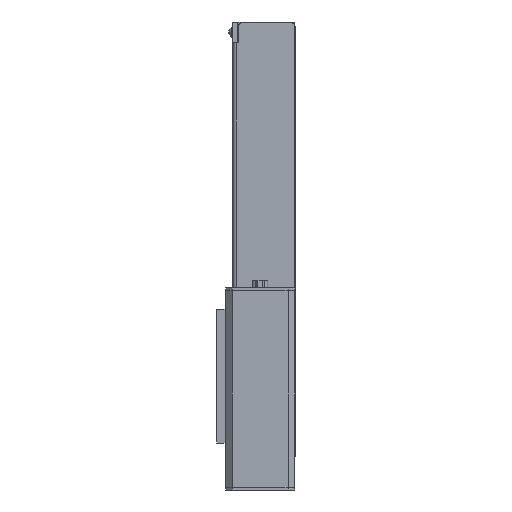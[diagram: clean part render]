
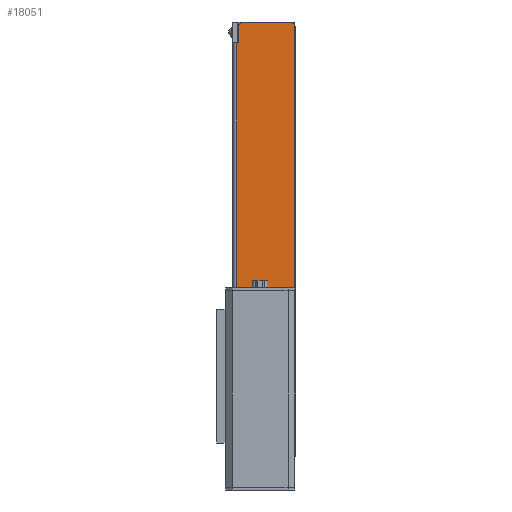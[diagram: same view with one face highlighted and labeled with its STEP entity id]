
A CAD part, left-side view. The second image highlights one B-rep face of the part: STEP entity #18051.
In plain terms, the highlighted planar face has unit normal (-1, 0, 0).
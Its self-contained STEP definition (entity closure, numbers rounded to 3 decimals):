
#172 = ORIENTED_EDGE ( 'NONE', *, *, #11213, .T. ) ;
#1045 = VECTOR ( 'NONE', #17749, 1000. ) ;
#1218 = VECTOR ( 'NONE', #14107, 1000. ) ;
#1423 = CARTESIAN_POINT ( 'NONE',  ( -51.27, 13., 262.2 ) ) ;
#1528 = VERTEX_POINT ( 'NONE', #19062 ) ;
#1618 = AXIS2_PLACEMENT_3D ( 'NONE', #15649, #5499, #12330 ) ;
#1621 = CARTESIAN_POINT ( 'NONE',  ( -51.27, -19., 264.2 ) ) ;
#2055 = DIRECTION ( 'NONE',  ( -1., 0., 0. ) ) ;
#2163 = VERTEX_POINT ( 'NONE', #21775 ) ;
#2235 = LINE ( 'NONE', #8968, #8565 ) ;
#2495 = EDGE_CURVE ( 'NONE', #16127, #14382, #3524, .T. ) ;
#2595 = EDGE_CURVE ( 'NONE', #14382, #1528, #17466, .T. ) ;
#3262 = LINE ( 'NONE', #16721, #1045 ) ;
#3511 = ORIENTED_EDGE ( 'NONE', *, *, #4273, .F. ) ;
#3524 = LINE ( 'NONE', #14481, #11989 ) ;
#3537 = DIRECTION ( 'NONE',  ( 1., 0., 0. ) ) ;
#3944 = VECTOR ( 'NONE', #11236, 1000. ) ;
#4273 = EDGE_CURVE ( 'NONE', #5525, #1528, #15884, .T. ) ;
#4560 = VERTEX_POINT ( 'NONE', #16653 ) ;
#4737 = CARTESIAN_POINT ( 'NONE',  ( -51.27, 14.125, 308.673 ) ) ;
#5200 = FACE_OUTER_BOUND ( 'NONE', #16298, .T. ) ;
#5499 = DIRECTION ( 'NONE',  ( -1., 0., 0. ) ) ;
#5525 = VERTEX_POINT ( 'NONE', #20124 ) ;
#5848 = DIRECTION ( 'NONE',  ( 0., 0., -1. ) ) ;
#6356 = AXIS2_PLACEMENT_3D ( 'NONE', #17373, #15927, #19020 ) ;
#6678 = ORIENTED_EDGE ( 'NONE', *, *, #9023, .T. ) ;
#6958 = CARTESIAN_POINT ( 'NONE',  ( -51.27, 14.125, 308.673 ) ) ;
#7058 = VERTEX_POINT ( 'NONE', #11141 ) ;
#7375 = LINE ( 'NONE', #15860, #1218 ) ;
#8565 = VECTOR ( 'NONE', #13705, 1000. ) ;
#8739 = EDGE_CURVE ( 'NONE', #2163, #4560, #7375, .T. ) ;
#8968 = CARTESIAN_POINT ( 'NONE',  ( -51.27, 13., 308.673 ) ) ;
#9023 = EDGE_CURVE ( 'NONE', #5525, #18799, #12372, .T. ) ;
#9054 = ORIENTED_EDGE ( 'NONE', *, *, #20492, .T. ) ;
#9405 = ORIENTED_EDGE ( 'NONE', *, *, #2595, .T. ) ;
#10267 = DIRECTION ( 'NONE',  ( 0., -1., 0. ) ) ;
#10469 = ORIENTED_EDGE ( 'NONE', *, *, #2495, .T. ) ;
#10592 = DIRECTION ( 'NONE',  ( 0., 0., -1. ) ) ;
#10721 = CARTESIAN_POINT ( 'NONE',  ( -51.27, -21., 308.673 ) ) ;
#10971 = AXIS2_PLACEMENT_3D ( 'NONE', #18510, #2055, #20705 ) ;
#11141 = CARTESIAN_POINT ( 'NONE',  ( -51.27, 11., 264.2 ) ) ;
#11213 = EDGE_CURVE ( 'NONE', #19949, #2163, #2235, .T. ) ;
#11236 = DIRECTION ( 'NONE',  ( 0., 0., -1. ) ) ;
#11762 = ORIENTED_EDGE ( 'NONE', *, *, #20219, .F. ) ;
#11858 = EDGE_CURVE ( 'NONE', #4560, #16127, #21494, .T. ) ;
#11989 = VECTOR ( 'NONE', #10267, 1000. ) ;
#12330 = DIRECTION ( 'NONE',  ( 0., 0., -1. ) ) ;
#12372 = CIRCLE ( 'NONE', #10971, 2. ) ;
#13415 = CIRCLE ( 'NONE', #6356, 2. ) ;
#13705 = DIRECTION ( 'NONE',  ( 0., 0., -1. ) ) ;
#14107 = DIRECTION ( 'NONE',  ( 0., 1., 0. ) ) ;
#14382 = VERTEX_POINT ( 'NONE', #18337 ) ;
#14481 = CARTESIAN_POINT ( 'NONE',  ( -51.27, 14.125, 10. ) ) ;
#15649 = CARTESIAN_POINT ( 'NONE',  ( -51.27, -19., 12. ) ) ;
#15860 = CARTESIAN_POINT ( 'NONE',  ( -51.27, 14.125, 252. ) ) ;
#15884 = LINE ( 'NONE', #10721, #18393 ) ;
#15927 = DIRECTION ( 'NONE',  ( -1., 0., 0. ) ) ;
#16127 = VERTEX_POINT ( 'NONE', #17910 ) ;
#16298 = EDGE_LOOP ( 'NONE', ( #10469, #9405, #3511, #6678, #11762, #9054, #172, #19844, #21226 ) ) ;
#16653 = CARTESIAN_POINT ( 'NONE',  ( -51.27, 14.125, 252. ) ) ;
#16721 = CARTESIAN_POINT ( 'NONE',  ( -51.27, 14.125, 264.2 ) ) ;
#17373 = CARTESIAN_POINT ( 'NONE',  ( -51.27, 11., 262.2 ) ) ;
#17466 = CIRCLE ( 'NONE', #1618, 2. ) ;
#17749 = DIRECTION ( 'NONE',  ( 0., -1., 0. ) ) ;
#17889 = AXIS2_PLACEMENT_3D ( 'NONE', #6958, #3537, #10592 ) ;
#17910 = CARTESIAN_POINT ( 'NONE',  ( -51.27, 14.125, 10. ) ) ;
#18051 = ADVANCED_FACE ( 'NONE', ( #5200 ), #18652, .F. ) ;
#18337 = CARTESIAN_POINT ( 'NONE',  ( -51.27, -19., 10. ) ) ;
#18393 = VECTOR ( 'NONE', #5848, 1000. ) ;
#18510 = CARTESIAN_POINT ( 'NONE',  ( -51.27, -19., 262.2 ) ) ;
#18652 = PLANE ( 'NONE',  #17889 ) ;
#18799 = VERTEX_POINT ( 'NONE', #1621 ) ;
#19020 = DIRECTION ( 'NONE',  ( 0., 0., -1. ) ) ;
#19062 = CARTESIAN_POINT ( 'NONE',  ( -51.27, -21., 12. ) ) ;
#19844 = ORIENTED_EDGE ( 'NONE', *, *, #8739, .T. ) ;
#19949 = VERTEX_POINT ( 'NONE', #1423 ) ;
#20124 = CARTESIAN_POINT ( 'NONE',  ( -51.27, -21., 262.2 ) ) ;
#20219 = EDGE_CURVE ( 'NONE', #7058, #18799, #3262, .T. ) ;
#20492 = EDGE_CURVE ( 'NONE', #7058, #19949, #13415, .T. ) ;
#20705 = DIRECTION ( 'NONE',  ( 0., 0., -1. ) ) ;
#21226 = ORIENTED_EDGE ( 'NONE', *, *, #11858, .T. ) ;
#21494 = LINE ( 'NONE', #4737, #3944 ) ;
#21775 = CARTESIAN_POINT ( 'NONE',  ( -51.27, 13., 252. ) ) ;
